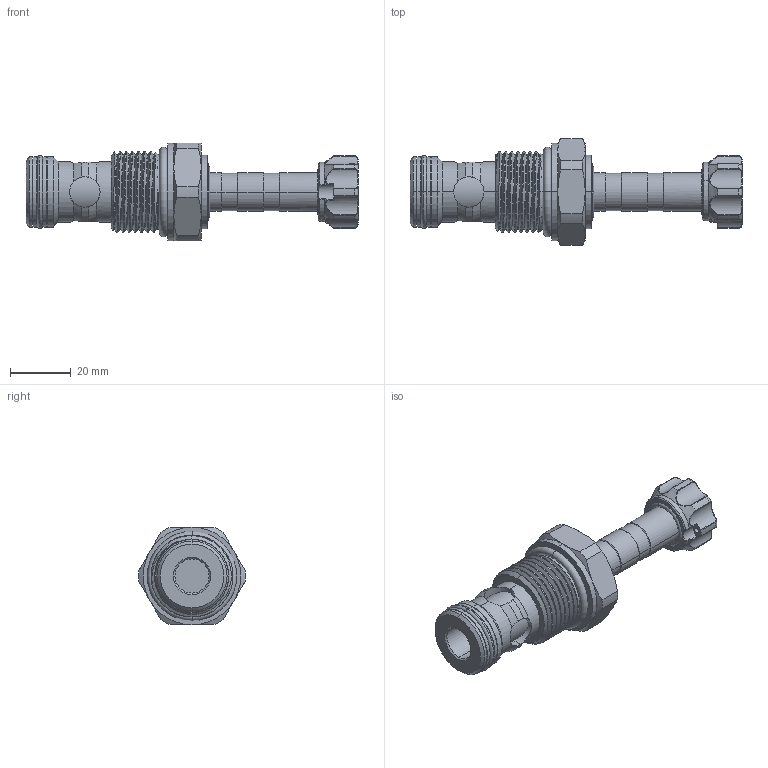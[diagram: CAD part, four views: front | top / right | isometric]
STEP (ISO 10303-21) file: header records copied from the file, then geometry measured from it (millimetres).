
FILE_DESCRIPTION (( 'STEP AP203' ), '1' );
FILE_NAME ('EP27M2A02N05.STEP', '2020-05-13T01:18:16', ( '' ), ( '' ), 'SwSTEP 2.0', 'SolidWorks 2018', '' );
FILE_SCHEMA (( 'CONFIG_CONTROL_DESIGN' ));
Length unit declared in the file: millimetre
Products named in the file (1): EP27M2A02N05
Bounding box: 108.95 x 35.08 x 32 mm (x, y, z)
Volume: 37334.9 mm3; surface area: 12841.1 mm2
Topology: 4 solids, 4 shells, 274 faces, 664 edges, 406 vertices
Faces by surface type: cylinder 130, cone 49, bspline 37, torus 31, plane 27
Entity records: 12846 total; most frequent: CARTESIAN_POINT 6763, ORIENTED_EDGE 1324, DIRECTION 1199, EDGE_CURVE 662, AXIS2_PLACEMENT_3D 520, VERTEX_POINT 406, EDGE_LOOP 292, CIRCLE 282
